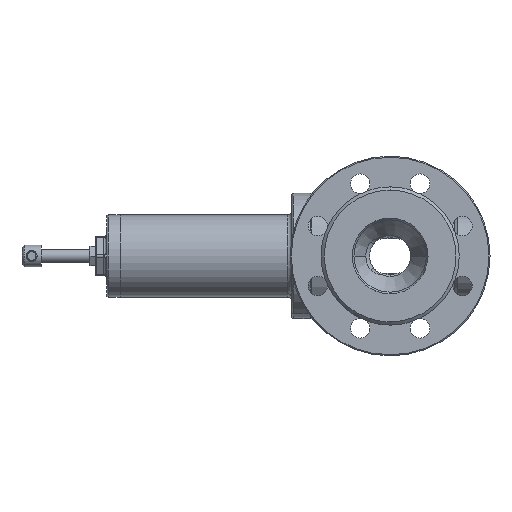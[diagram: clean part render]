
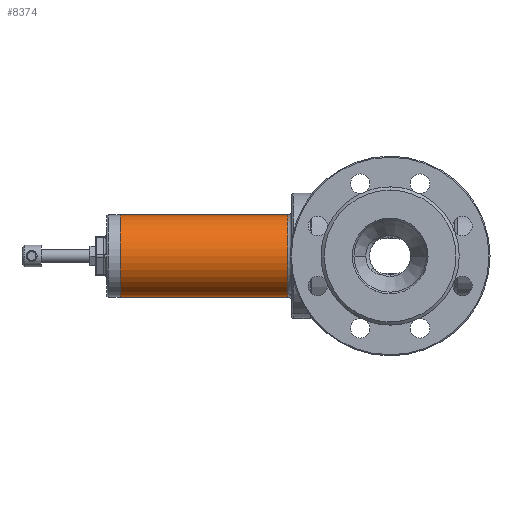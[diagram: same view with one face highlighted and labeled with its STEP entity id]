
A CAD part, left-side view. The second image highlights one B-rep face of the part: STEP entity #8374.
In plain terms, the highlighted cylindrical face has radius 38 mm (diameter 76 mm), a partial arc.
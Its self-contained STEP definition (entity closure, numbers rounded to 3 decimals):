
#341 = DIRECTION ( 'NONE',  ( 0., -1., 0. ) ) ;
#584 = CARTESIAN_POINT ( 'NONE',  ( 0., 250., 0. ) ) ;
#884 = AXIS2_PLACEMENT_3D ( 'NONE', #584, #19517, #8305 ) ;
#1194 = VERTEX_POINT ( 'NONE', #19497 ) ;
#1777 = VECTOR ( 'NONE', #341, 1000. ) ;
#1984 = EDGE_CURVE ( 'NONE', #15824, #16763, #16118, .T. ) ;
#2028 = CIRCLE ( 'NONE', #884, 38. ) ;
#2152 = CARTESIAN_POINT ( 'NONE',  ( 0., 250., 38. ) ) ;
#3359 = ORIENTED_EDGE ( 'NONE', *, *, #19356, .T. ) ;
#3558 = CARTESIAN_POINT ( 'NONE',  ( 0., 91.5, 0. ) ) ;
#5009 = AXIS2_PLACEMENT_3D ( 'NONE', #3558, #6603, #17696 ) ;
#5020 = LINE ( 'NONE', #13203, #17406 ) ;
#6603 = DIRECTION ( 'NONE',  ( 0., 1., 0. ) ) ;
#6715 = DIRECTION ( 'NONE',  ( 0., 0., 1. ) ) ;
#8305 = DIRECTION ( 'NONE',  ( 0., 0., -1. ) ) ;
#8374 = ADVANCED_FACE ( 'NONE', ( #19672 ), #10240, .T. ) ;
#9218 = EDGE_LOOP ( 'NONE', ( #3359, #15822, #19188, #19360 ) ) ;
#10240 = CYLINDRICAL_SURFACE ( 'NONE', #20175, 38. ) ;
#11425 = CARTESIAN_POINT ( 'NONE',  ( 0., 251.5, 0. ) ) ;
#11813 = DIRECTION ( 'NONE',  ( 0., -1., 0. ) ) ;
#13203 = CARTESIAN_POINT ( 'NONE',  ( 0., 251.5, -38. ) ) ;
#14430 = EDGE_CURVE ( 'NONE', #1194, #16763, #15520, .T. ) ;
#14621 = DIRECTION ( 'NONE',  ( 0., -1., 0. ) ) ;
#14704 = CARTESIAN_POINT ( 'NONE',  ( 0., 250., -38. ) ) ;
#15520 = CIRCLE ( 'NONE', #5009, 38. ) ;
#15822 = ORIENTED_EDGE ( 'NONE', *, *, #17232, .T. ) ;
#15824 = VERTEX_POINT ( 'NONE', #2152 ) ;
#16118 = LINE ( 'NONE', #19126, #1777 ) ;
#16763 = VERTEX_POINT ( 'NONE', #19449 ) ;
#17232 = EDGE_CURVE ( 'NONE', #17431, #1194, #5020, .T. ) ;
#17406 = VECTOR ( 'NONE', #11813, 1000. ) ;
#17431 = VERTEX_POINT ( 'NONE', #14704 ) ;
#17696 = DIRECTION ( 'NONE',  ( 0., 0., -1. ) ) ;
#19126 = CARTESIAN_POINT ( 'NONE',  ( 0., 251.5, 38. ) ) ;
#19188 = ORIENTED_EDGE ( 'NONE', *, *, #14430, .T. ) ;
#19356 = EDGE_CURVE ( 'NONE', #15824, #17431, #2028, .T. ) ;
#19360 = ORIENTED_EDGE ( 'NONE', *, *, #1984, .F. ) ;
#19449 = CARTESIAN_POINT ( 'NONE',  ( 0., 91.5, 38. ) ) ;
#19497 = CARTESIAN_POINT ( 'NONE',  ( 0., 91.5, -38. ) ) ;
#19517 = DIRECTION ( 'NONE',  ( 0., -1., 0. ) ) ;
#19672 = FACE_OUTER_BOUND ( 'NONE', #9218, .T. ) ;
#20175 = AXIS2_PLACEMENT_3D ( 'NONE', #11425, #14621, #6715 ) ;
